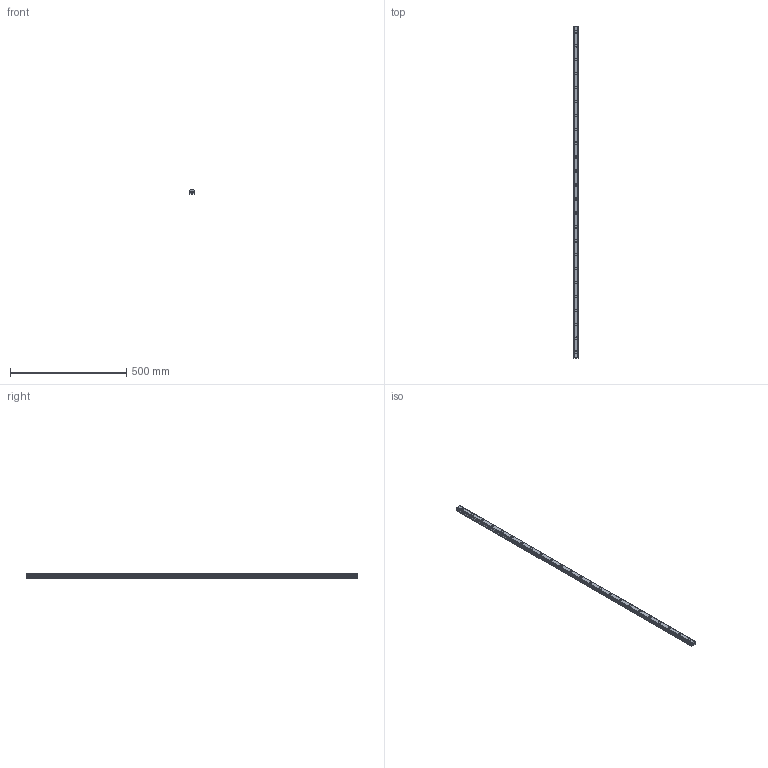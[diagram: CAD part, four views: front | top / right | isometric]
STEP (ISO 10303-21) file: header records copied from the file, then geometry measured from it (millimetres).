
FILE_DESCRIPTION(('STEP AP214'),'1');
FILE_NAME('cctmp_A9A1F6CF-20A7-476D-A14B-CCD803B9B5F9_2021_02_09_16_32_34_0712..stp','2021-02-09T15:32:34',('HIWIN GmbH'),('CADClick - www.CADClick.com'),'Spatial InterOp 3D',' ','unknown authorization');
FILE_SCHEMA(('AUTOMOTIVE_DESIGN'));
Length unit declared in the file: millimetre
Products named in the file (1): EGR25R1430C_FILE
Bounding box: 23 x 1430 x 18 mm (x, y, z)
Volume: 491650.1 mm3; surface area: 133352.6 mm2
Topology: 1 solids, 1 shells, 393 faces, 1017 edges, 678 vertices
Faces by surface type: plane 229, cylinder 164
Entity records: 15419 total; most frequent: DIRECTION 2325, CARTESIAN_POINT 2089, ORIENTED_EDGE 2034, EDGE_CURVE 1017, AXIS2_PLACEMENT_3D 914, VERTEX_POINT 678, LINE 497, VECTOR 497
